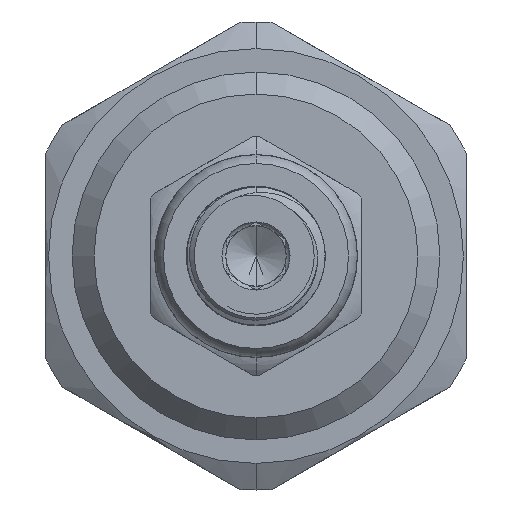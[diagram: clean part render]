
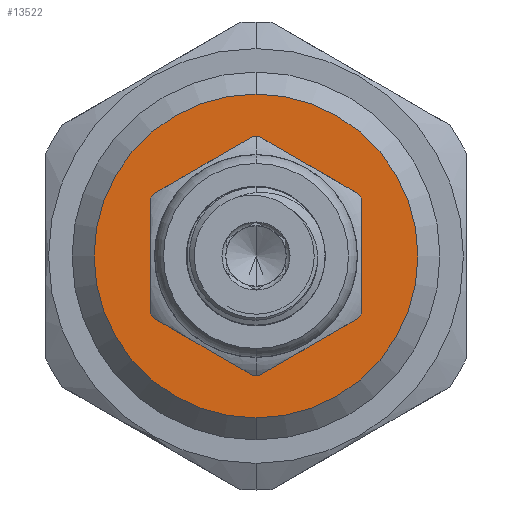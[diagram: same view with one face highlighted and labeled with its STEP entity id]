
A CAD part, left-side view. The second image highlights one B-rep face of the part: STEP entity #13522.
In plain terms, the highlighted planar face has unit normal (-1, 0, 0).
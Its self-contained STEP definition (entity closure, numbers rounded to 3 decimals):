
#475 = DIRECTION ( 'NONE',  ( 1., 0., 0. ) ) ;
#744 = ORIENTED_EDGE ( 'NONE', *, *, #4559, .T. ) ;
#1224 = AXIS2_PLACEMENT_3D ( 'NONE', #7914, #9045, #12449 ) ;
#1251 = CARTESIAN_POINT ( 'NONE',  ( 0., 0., 11. ) ) ;
#1656 = DIRECTION ( 'NONE',  ( 0., 0., -1. ) ) ;
#1675 = CARTESIAN_POINT ( 'NONE',  ( 0., 0., -11. ) ) ;
#1731 = FACE_OUTER_BOUND ( 'NONE', #13264, .T. ) ;
#1956 = VERTEX_POINT ( 'NONE', #7660 ) ;
#2015 = EDGE_CURVE ( 'NONE', #9284, #13804, #6207, .T. ) ;
#2755 = ORIENTED_EDGE ( 'NONE', *, *, #2015, .F. ) ;
#3543 = CARTESIAN_POINT ( 'NONE',  ( 0., 0., 0. ) ) ;
#4100 = EDGE_LOOP ( 'NONE', ( #744, #5382 ) ) ;
#4245 = CIRCLE ( 'NONE', #12487, 6.875 ) ;
#4559 = EDGE_CURVE ( 'NONE', #5938, #1956, #4245, .T. ) ;
#5281 = CIRCLE ( 'NONE', #8675, 11. ) ;
#5382 = ORIENTED_EDGE ( 'NONE', *, *, #11289, .T. ) ;
#5816 = FACE_BOUND ( 'NONE', #4100, .T. ) ;
#5897 = DIRECTION ( 'NONE',  ( 0., 0., -1. ) ) ;
#5938 = VERTEX_POINT ( 'NONE', #5946 ) ;
#5946 = CARTESIAN_POINT ( 'NONE',  ( 0., 0., 6.875 ) ) ;
#6207 = CIRCLE ( 'NONE', #1224, 11. ) ;
#6569 = CIRCLE ( 'NONE', #7937, 6.875 ) ;
#6868 = DIRECTION ( 'NONE',  ( -1., 0., 0. ) ) ;
#7105 = DIRECTION ( 'NONE',  ( 1., 0., 0. ) ) ;
#7660 = CARTESIAN_POINT ( 'NONE',  ( 0., 0., -6.875 ) ) ;
#7780 = DIRECTION ( 'NONE',  ( 0., 0., -1. ) ) ;
#7879 = DIRECTION ( 'NONE',  ( 1., 0., 0. ) ) ;
#7914 = CARTESIAN_POINT ( 'NONE',  ( 0., 0., 0. ) ) ;
#7937 = AXIS2_PLACEMENT_3D ( 'NONE', #14811, #7879, #7780 ) ;
#8675 = AXIS2_PLACEMENT_3D ( 'NONE', #9625, #475, #1656 ) ;
#8909 = EDGE_CURVE ( 'NONE', #13804, #9284, #5281, .T. ) ;
#9045 = DIRECTION ( 'NONE',  ( 1., 0., 0. ) ) ;
#9284 = VERTEX_POINT ( 'NONE', #1251 ) ;
#9625 = CARTESIAN_POINT ( 'NONE',  ( 0., 0., 0. ) ) ;
#10780 = ORIENTED_EDGE ( 'NONE', *, *, #8909, .F. ) ;
#11289 = EDGE_CURVE ( 'NONE', #1956, #5938, #6569, .T. ) ;
#11497 = DIRECTION ( 'NONE',  ( 0., 0., 1. ) ) ;
#12449 = DIRECTION ( 'NONE',  ( 0., 0., -1. ) ) ;
#12487 = AXIS2_PLACEMENT_3D ( 'NONE', #12807, #7105, #5897 ) ;
#12592 = AXIS2_PLACEMENT_3D ( 'NONE', #3543, #6868, #11497 ) ;
#12807 = CARTESIAN_POINT ( 'NONE',  ( 0., 0., 0. ) ) ;
#13264 = EDGE_LOOP ( 'NONE', ( #10780, #2755 ) ) ;
#13522 = ADVANCED_FACE ( 'NONE', ( #5816, #1731 ), #13823, .T. ) ;
#13804 = VERTEX_POINT ( 'NONE', #1675 ) ;
#13823 = PLANE ( 'NONE',  #12592 ) ;
#14811 = CARTESIAN_POINT ( 'NONE',  ( 0., 0., 0. ) ) ;
